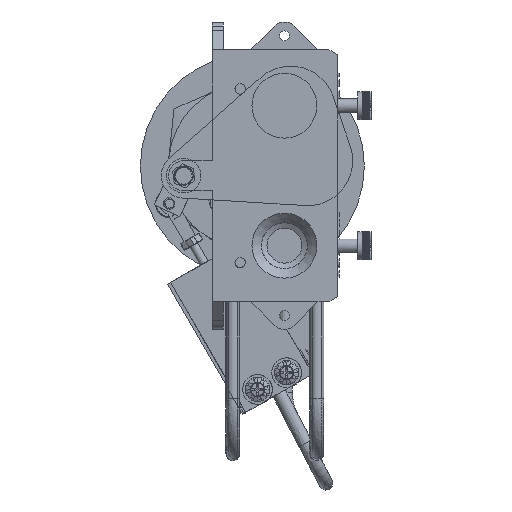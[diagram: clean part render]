
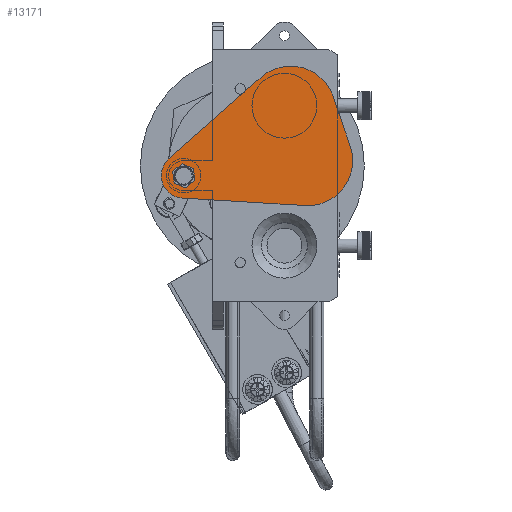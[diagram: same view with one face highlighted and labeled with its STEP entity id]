
A CAD part, front view. The second image highlights one B-rep face of the part: STEP entity #13171.
In plain terms, the highlighted planar face has unit normal (0, -1, 0).
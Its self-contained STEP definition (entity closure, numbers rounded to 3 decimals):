
#5613=LINE('',#63968,#8674);
#5617=LINE('',#63980,#8678);
#5621=LINE('',#63992,#8682);
#5623=LINE('',#63996,#8684);
#5624=LINE('',#63999,#8685);
#5625=LINE('',#64001,#8686);
#5626=LINE('',#64003,#8687);
#5627=LINE('',#64005,#8688);
#5628=LINE('',#64007,#8689);
#8674=VECTOR('',#49685,1.);
#8678=VECTOR('',#49697,1.);
#8682=VECTOR('',#49709,1.);
#8684=VECTOR('',#49715,1.);
#8685=VECTOR('',#49716,1.);
#8686=VECTOR('',#49717,1.);
#8687=VECTOR('',#49718,1.);
#8688=VECTOR('',#49719,1.);
#8689=VECTOR('',#49720,1.);
#11068=PLANE('',#41721);
#13171=ADVANCED_FACE('',(#15070,#15071),#11068,.F.);
#15070=FACE_BOUND('',#16964,.T.);
#15071=FACE_BOUND('',#16965,.T.);
#16964=EDGE_LOOP('',(#23839,#23840,#23841,#23842,#23843,#23844));
#16965=EDGE_LOOP('',(#23845,#23846,#23847,#23848,#23849,#23850));
#23839=ORIENTED_EDGE('',*,*,#35016,.T.);
#23840=ORIENTED_EDGE('',*,*,#35017,.T.);
#23841=ORIENTED_EDGE('',*,*,#35018,.T.);
#23842=ORIENTED_EDGE('',*,*,#35019,.T.);
#23843=ORIENTED_EDGE('',*,*,#35020,.T.);
#23844=ORIENTED_EDGE('',*,*,#35021,.T.);
#23845=ORIENTED_EDGE('',*,*,#34998,.F.);
#23846=ORIENTED_EDGE('',*,*,#35014,.F.);
#23847=ORIENTED_EDGE('',*,*,#35011,.F.);
#23848=ORIENTED_EDGE('',*,*,#35008,.F.);
#23849=ORIENTED_EDGE('',*,*,#35005,.F.);
#23850=ORIENTED_EDGE('',*,*,#35002,.F.);
#30741=VERTEX_POINT('',#63960);
#30742=VERTEX_POINT('',#63961);
#30745=VERTEX_POINT('',#63969);
#30747=VERTEX_POINT('',#63975);
#30749=VERTEX_POINT('',#63981);
#30751=VERTEX_POINT('',#63987);
#30753=VERTEX_POINT('',#63997);
#30754=VERTEX_POINT('',#63998);
#30755=VERTEX_POINT('',#64000);
#30756=VERTEX_POINT('',#64002);
#30757=VERTEX_POINT('',#64004);
#30758=VERTEX_POINT('',#64006);
#34998=EDGE_CURVE('',#30741,#30742,#38610,.T.);
#35002=EDGE_CURVE('',#30742,#30745,#5613,.T.);
#35005=EDGE_CURVE('',#30745,#30747,#38612,.T.);
#35008=EDGE_CURVE('',#30747,#30749,#5617,.T.);
#35011=EDGE_CURVE('',#30749,#30751,#38614,.T.);
#35014=EDGE_CURVE('',#30751,#30741,#5621,.T.);
#35016=EDGE_CURVE('',#30753,#30754,#5623,.T.);
#35017=EDGE_CURVE('',#30754,#30755,#5624,.T.);
#35018=EDGE_CURVE('',#30755,#30756,#5625,.T.);
#35019=EDGE_CURVE('',#30756,#30757,#5626,.T.);
#35020=EDGE_CURVE('',#30757,#30758,#5627,.T.);
#35021=EDGE_CURVE('',#30758,#30753,#5628,.T.);
#38610=CIRCLE('',#41708,10.16);
#38612=CIRCLE('',#41712,5.08);
#38614=CIRCLE('',#41716,10.16);
#41708=AXIS2_PLACEMENT_3D('',#63959,#49677,#49678);
#41712=AXIS2_PLACEMENT_3D('',#63974,#49690,#49691);
#41716=AXIS2_PLACEMENT_3D('',#63986,#49702,#49703);
#41721=AXIS2_PLACEMENT_3D('',#64008,#49721,#49722);
#49677=DIRECTION('',(0.,1.,0.));
#49678=DIRECTION('',(0.998,0.,-0.061));
#49685=DIRECTION('',(-0.998,0.,0.061));
#49690=DIRECTION('',(0.,1.,0.));
#49691=DIRECTION('',(0.998,0.,-0.061));
#49697=DIRECTION('',(0.749,0.,0.663));
#49702=DIRECTION('',(0.,1.,0.));
#49703=DIRECTION('',(0.998,0.,-0.061));
#49709=DIRECTION('',(0.326,0.,-0.945));
#49715=DIRECTION('',(-0.924,0.,0.383));
#49716=DIRECTION('',(-0.13,0.,0.991));
#49717=DIRECTION('',(0.794,0.,0.608));
#49718=DIRECTION('',(0.924,0.,-0.383));
#49719=DIRECTION('',(0.13,0.,-0.991));
#49720=DIRECTION('',(-0.794,0.,-0.608));
#49721=DIRECTION('',(0.,1.,0.));
#49722=DIRECTION('',(-0.998,0.,0.061));
#63959=CARTESIAN_POINT('',(12.605,-642.492,1.373));
#63960=CARTESIAN_POINT('',(22.208,-642.492,4.689));
#63961=CARTESIAN_POINT('',(11.986,-642.492,-8.768));
#63968=CARTESIAN_POINT('',(11.986,-642.492,-8.768));
#63969=CARTESIAN_POINT('',(-15.902,-642.492,-7.065));
#63974=CARTESIAN_POINT('',(-15.593,-642.492,-1.995));
#63975=CARTESIAN_POINT('',(-18.959,-642.492,1.81));
#63980=CARTESIAN_POINT('',(-18.959,-642.492,1.81));
#63981=CARTESIAN_POINT('',(1.959,-642.492,20.316));
#63986=CARTESIAN_POINT('',(8.691,-642.492,12.707));
#63987=CARTESIAN_POINT('',(18.294,-642.492,16.023));
#63992=CARTESIAN_POINT('',(18.294,-642.492,16.023));
#63996=CARTESIAN_POINT('',(6.355,-642.492,-13.699));
#63997=CARTESIAN_POINT('',(-15.2,-642.492,-4.76));
#63998=CARTESIAN_POINT('',(-17.734,-642.492,-3.71));
#63999=CARTESIAN_POINT('',(-17.876,-642.492,-2.628));
#64000=CARTESIAN_POINT('',(-18.09,-642.492,-0.991));
#64001=CARTESIAN_POINT('',(2.382,-642.492,14.706));
#64002=CARTESIAN_POINT('',(-15.914,-642.492,0.678));
#64003=CARTESIAN_POINT('',(8.174,-642.492,-9.311));
#64004=CARTESIAN_POINT('',(-13.381,-642.492,-0.373));
#64005=CARTESIAN_POINT('',(-13.166,-642.492,-2.01));
#64006=CARTESIAN_POINT('',(-13.024,-642.492,-3.092));
#64007=CARTESIAN_POINT('',(5.272,-642.492,10.936));
#64008=CARTESIAN_POINT('',(12.605,-642.492,1.373));
